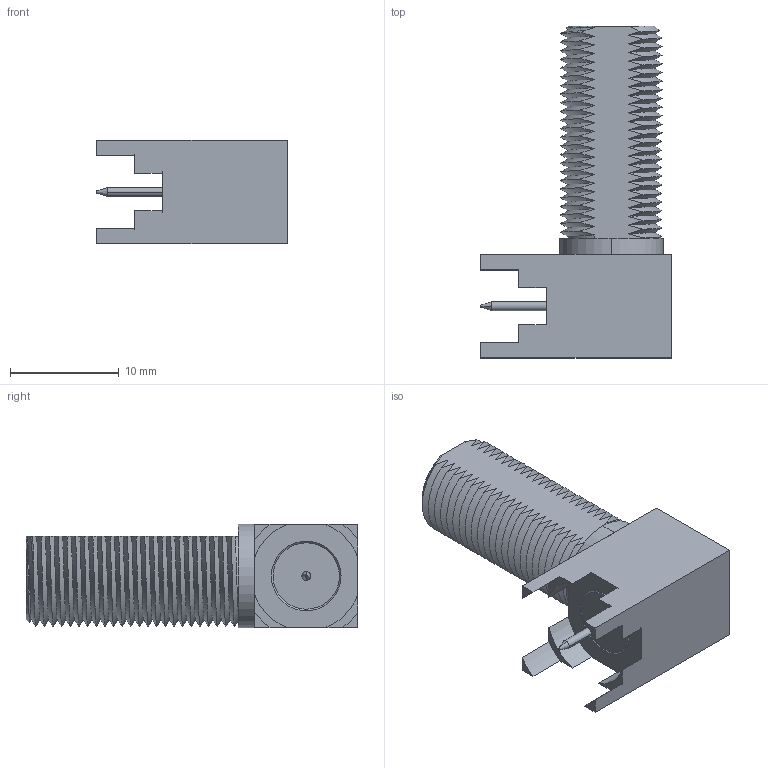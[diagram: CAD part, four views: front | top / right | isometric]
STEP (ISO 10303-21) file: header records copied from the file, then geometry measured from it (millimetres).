
FILE_DESCRIPTION (( 'STEP AP214' ), '1' );
FILE_NAME ('FMCN5174_3D.step', '2024-07-31T17:10:54', ( '' ), ( '' ), 'SwSTEP 2.0', 'SolidWorks 2022', '' );
FILE_SCHEMA (( 'AUTOMOTIVE_DESIGN' ));
Length unit declared in the file: inch
Products named in the file (9): Copy of 3.igs_5^FMCN5174; Copy of 8.igs^FMCN5174; Copy of 7.igs^FMCN5174; Copy of 2.igs_5^FMCN5174; Copy of 4.igs_2^FMCN5174; Copy of 9.igs^FMCN5174; Copy of 6.igs^FMCN5174; Copy of 1.igs_5^FMCN5174; FMCN5174_3D
Assembly tree (8 placements, depth 2):
  FMCN5174_3D
    Copy of 9.igs^FMCN5174
    Copy of 1.igs_5^FMCN5174
    Copy of 2.igs_5^FMCN5174
    Copy of 3.igs_5^FMCN5174
    Copy of 4.igs_2^FMCN5174
    Copy of 6.igs^FMCN5174
    Copy of 7.igs^FMCN5174
    Copy of 8.igs^FMCN5174
Bounding box: 17.5 x 30.5 x 9.5 mm (x, y, z)
Volume: 1618 mm3; surface area: 3640.2 mm2
Topology: 7 solids, 8 shells, 223 faces, 570 edges, 367 vertices
Faces by surface type: cylinder 86, plane 66, bspline 51, cone 18, torus 2
Entity records: 20961 total; most frequent: CARTESIAN_POINT 13572, ORIENTED_EDGE 1132, DIRECTION 930, EDGE_CURVE 570, AXIS2_PLACEMENT_3D 373, VERTEX_POINT 367, EDGE_LOOP 245, ADVANCED_FACE 223
